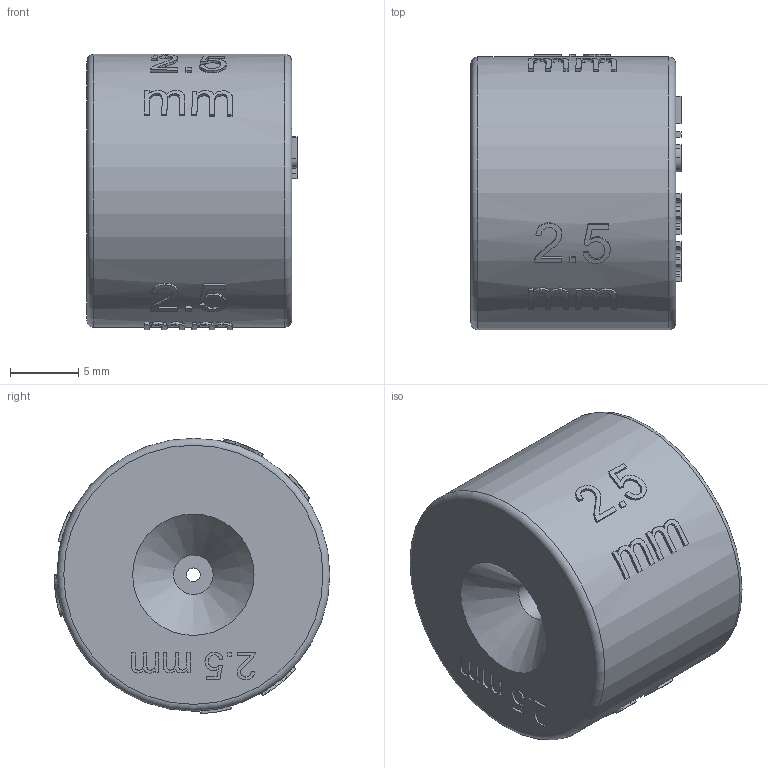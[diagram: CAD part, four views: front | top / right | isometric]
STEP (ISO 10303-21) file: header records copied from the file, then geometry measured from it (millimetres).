
FILE_DESCRIPTION(/* description */ (''),/* implementation_level */ '2;1');
FILE_NAME(/* name */ '2.5mm_closing tool.step',/* time_stamp */ '2023-08-05T18:45:55+01:00',/* author */ (''),/* organization */ (''),/* preprocessor_version */ 'ST-DEVELOPER v20',/* originating_system */ 'Autodesk Translation Framework v12.9.0.99',/* authorisation */ '');
FILE_SCHEMA (('AUTOMOTIVE_DESIGN { 1 0 10303 214 3 1 1 }'));
Length unit declared in the file: millimetre
Products named in the file (1): 2.5mm_closing tool
Bounding box: 15.4 x 20.2 x 20.18 mm (x, y, z)
Volume: 4559 mm3; surface area: 1738 mm2
Topology: 1 solids, 1 shells, 554 faces, 1575 edges, 1049 vertices
Faces by surface type: bspline 446, plane 87, cylinder 18, torus 2, cone 1
Full cylindrical faces by diameter (mm): 1 x1, 2.9 x1, 20 x1
Entity records: 24577 total; most frequent: CARTESIAN_POINT 13215, ORIENTED_EDGE 3150, EDGE_CURVE 1575, VERTEX_POINT 1049, DIRECTION 912, B_SPLINE_CURVE_WITH_KNOTS 892, LINE 672, VECTOR 672
